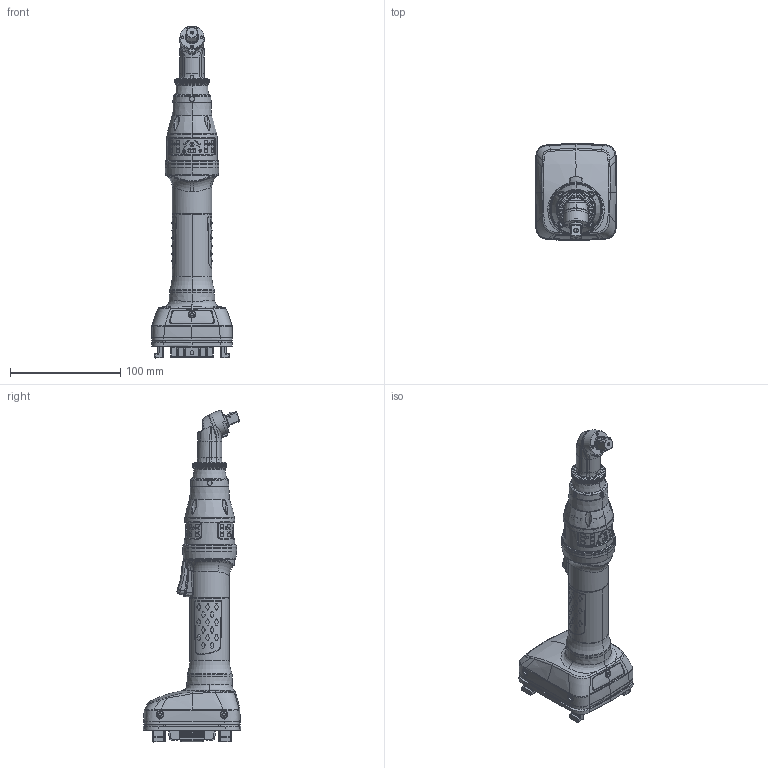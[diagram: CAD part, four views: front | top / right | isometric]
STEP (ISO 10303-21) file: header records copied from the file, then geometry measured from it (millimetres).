
FILE_DESCRIPTION((''),'2;1');
FILE_NAME('EXT_COMP_SW0005','2022-03-31T08:02:46',('INEdipo'),(''),'CREO PARAMETRIC BY PTC INC, 2020281','CREO PARAMETRIC BY PTC INC, 2020281','');
FILE_SCHEMA(('CONFIG_CONTROL_DESIGN'));
Length unit declared in the file: inch
Products named in the file (1): EXT_COMP_SW0005
Bounding box: 73.4 x 88.5 x 301.81 mm (x, y, z)
Volume: 463836.2 mm3; surface area: 75925.9 mm2
Topology: 2 solids, 7 shells, 10161 faces, 21599 edges, 11595 vertices
Faces by surface type: plane 6729, bspline 1236, cylinder 1048, torus 658, extrusion 296, cone 139, sphere 50, revolution 5
Entity records: 352474 total; most frequent: CARTESIAN_POINT 157617, ORIENTED_EDGE 43166, DIRECTION 33562, EDGE_CURVE 21583, VECTOR 11643, VERTEX_POINT 11595, LINE 11347, AXIS2_PLACEMENT_3D 10957
